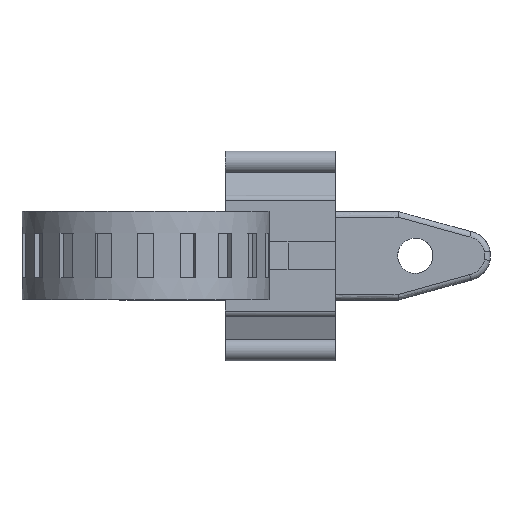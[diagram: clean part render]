
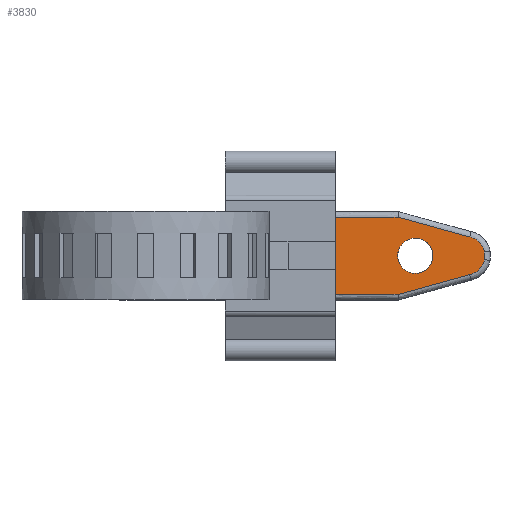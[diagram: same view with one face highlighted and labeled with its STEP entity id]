
A CAD part, top view. The second image highlights one B-rep face of the part: STEP entity #3830.
In plain terms, the highlighted free-form (B-spline) face has degree [1, 1] with [2, 2] control points.
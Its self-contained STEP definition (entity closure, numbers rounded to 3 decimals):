
#79=CARTESIAN_POINT('',(23.315,-1.141,-10.0));
#80=VERTEX_POINT('',#79);
#86=CARTESIAN_POINT('',(24.436,-1.6,-10.0));
#87=VERTEX_POINT('',#86);
#88=CARTESIAN_POINT('',(24.436,-1.6,-10.0));
#89=CARTESIAN_POINT('',(24.255,-1.6,-10.));
#90=CARTESIAN_POINT('',(24.002,-1.557,-10.));
#91=CARTESIAN_POINT('',(23.621,-1.392,-10.));
#92=CARTESIAN_POINT('',(23.43,-1.255,-10.));
#93=CARTESIAN_POINT('',(23.315,-1.141,-10.0));
#94=B_SPLINE_CURVE_WITH_KNOTS('',3,(#88,#89,#90,#91,#92,#93),.UNSPECIFIED.,.F.,.U.,(4,1,1,4),(0.,0.544,0.757,1.243),.UNSPECIFIED.);
#95=EDGE_CURVE('',#87,#80,#94,.T.);
#97=CARTESIAN_POINT('',(26.036,0.0,-10.0));
#98=VERTEX_POINT('',#97);
#99=CARTESIAN_POINT('',(26.036,0.0,-10.0));
#100=CARTESIAN_POINT('',(26.036,-0.144,-10.0));
#101=CARTESIAN_POINT('',(26.002,-0.393,-10.));
#102=CARTESIAN_POINT('',(25.867,-0.742,-10.));
#103=CARTESIAN_POINT('',(25.69,-1.012,-10.));
#104=CARTESIAN_POINT('',(25.434,-1.267,-10.));
#105=CARTESIAN_POINT('',(25.149,-1.448,-10.));
#106=CARTESIAN_POINT('',(24.796,-1.572,-10.0));
#107=CARTESIAN_POINT('',(24.567,-1.6,-10.0));
#108=CARTESIAN_POINT('',(24.436,-1.6,-10.0));
#109=B_SPLINE_CURVE_WITH_KNOTS('',3,(#99,#100,#101,#102,#103,#104,#105,#106,#107,#108),.UNSPECIFIED.,.F.,.U.,(4,1,1,1,1,1,1,4),(0.,0.432,0.746,1.119,1.394,1.826,2.121,2.513),.UNSPECIFIED.);
#110=EDGE_CURVE('',#98,#87,#109,.T.);
#112=CARTESIAN_POINT('',(24.436,1.6,-10.0));
#113=VERTEX_POINT('',#112);
#114=CARTESIAN_POINT('',(24.436,1.6,-10.0));
#115=CARTESIAN_POINT('',(24.639,1.6,-10.));
#116=CARTESIAN_POINT('',(24.986,1.533,-10.));
#117=CARTESIAN_POINT('',(25.376,1.312,-10.));
#118=CARTESIAN_POINT('',(25.633,1.076,-10.));
#119=CARTESIAN_POINT('',(25.849,0.786,-10.));
#120=CARTESIAN_POINT('',(26.001,0.419,-10.));
#121=CARTESIAN_POINT('',(26.036,0.131,-10.));
#122=CARTESIAN_POINT('',(26.036,0.0,-10.0));
#123=B_SPLINE_CURVE_WITH_KNOTS('',3,(#114,#115,#116,#117,#118,#119,#120,#121,#122),.UNSPECIFIED.,.F.,.U.,(4,1,1,1,1,1,4),(0.,0.609,1.041,1.335,1.649,2.121,2.513),.UNSPECIFIED.);
#124=EDGE_CURVE('',#113,#98,#123,.T.);
#126=CARTESIAN_POINT('',(23.295,1.121,-10.0));
#127=VERTEX_POINT('',#126);
#128=CARTESIAN_POINT('',(23.295,1.121,-10.0));
#129=CARTESIAN_POINT('',(23.411,1.24,-10.));
#130=CARTESIAN_POINT('',(23.642,1.411,-10.));
#131=CARTESIAN_POINT('',(24.039,1.566,-10.));
#132=CARTESIAN_POINT('',(24.297,1.6,-10.));
#133=CARTESIAN_POINT('',(24.436,1.6,-10.0));
#134=B_SPLINE_CURVE_WITH_KNOTS('',3,(#128,#129,#130,#131,#132,#133),.UNSPECIFIED.,.F.,.U.,(4,1,1,4),(0.,0.496,0.854,1.271),.UNSPECIFIED.);
#135=EDGE_CURVE('',#127,#113,#134,.T.);
#221=CARTESIAN_POINT('',(22.836,0.0,-10.0));
#222=VERTEX_POINT('',#221);
#223=CARTESIAN_POINT('',(22.836,0.0,-10.0));
#224=CARTESIAN_POINT('',(22.836,0.136,-10.0));
#225=CARTESIAN_POINT('',(22.868,0.388,-10.));
#226=CARTESIAN_POINT('',(23.017,0.778,-10.));
#227=CARTESIAN_POINT('',(23.181,1.006,-10.));
#228=CARTESIAN_POINT('',(23.295,1.121,-10.0));
#229=B_SPLINE_CURVE_WITH_KNOTS('',3,(#223,#224,#225,#226,#227,#228),.UNSPECIFIED.,.F.,.U.,(4,1,1,4),(0.,0.408,0.757,1.243),.UNSPECIFIED.);
#230=EDGE_CURVE('',#222,#127,#229,.T.);
#232=CARTESIAN_POINT('',(23.315,-1.141,-10.0));
#233=CARTESIAN_POINT('',(23.192,-1.021,-10.));
#234=CARTESIAN_POINT('',(23.049,-0.826,-10.));
#235=CARTESIAN_POINT('',(22.88,-0.437,-10.));
#236=CARTESIAN_POINT('',(22.836,-0.185,-10.));
#237=CARTESIAN_POINT('',(22.836,0.0,-10.0));
#238=B_SPLINE_CURVE_WITH_KNOTS('',3,(#232,#233,#234,#235,#236,#237),.UNSPECIFIED.,.F.,.U.,(4,1,1,4),(0.,0.516,0.715,1.271),.UNSPECIFIED.);
#239=EDGE_CURVE('',#80,#222,#238,.T.);
#962=CARTESIAN_POINT('',(29.365,-1.709,-10.));
#963=VERTEX_POINT('',#962);
#975=CARTESIAN_POINT('',(22.868,-3.5,-10.));
#976=VERTEX_POINT('',#975);
#977=CARTESIAN_POINT('',(22.868,-3.5,-10.));
#978=CARTESIAN_POINT('',(29.365,-1.709,-10.));
#979=QUASI_UNIFORM_CURVE('',1,(#977,#978),.UNSPECIFIED.,.F.,.U.);
#980=EDGE_CURVE('',#976,#963,#979,.T.);
#1022=CARTESIAN_POINT('',(30.7,-0.353,-10.));
#1023=VERTEX_POINT('',#1022);
#1035=CARTESIAN_POINT('',(29.365,-1.709,-10.));
#1036=CARTESIAN_POINT('',(29.498,-1.679,-10.));
#1037=CARTESIAN_POINT('',(29.767,-1.585,-10.));
#1038=CARTESIAN_POINT('',(30.094,-1.372,-10.));
#1039=CARTESIAN_POINT('',(30.375,-1.087,-10.));
#1040=CARTESIAN_POINT('',(30.583,-0.757,-10.));
#1041=CARTESIAN_POINT('',(30.673,-0.487,-10.));
#1042=CARTESIAN_POINT('',(30.7,-0.353,-10.));
#1043=B_SPLINE_CURVE_WITH_KNOTS('',3,(#1035,#1036,#1037,#1038,#1039,#1040,#1041,#1042),.UNSPECIFIED.,.F.,.U.,(4,1,1,1,1,4),(0.,0.409,0.849,1.163,1.603,2.012),.UNSPECIFIED.);
#1044=EDGE_CURVE('',#963,#1023,#1043,.T.);
#1075=CARTESIAN_POINT('',(29.365,1.709,-10.));
#1076=VERTEX_POINT('',#1075);
#1096=CARTESIAN_POINT('',(22.868,3.5,-10.));
#1097=VERTEX_POINT('',#1096);
#1109=CARTESIAN_POINT('',(29.365,1.709,-10.));
#1110=CARTESIAN_POINT('',(22.868,3.5,-10.));
#1111=QUASI_UNIFORM_CURVE('',1,(#1109,#1110),.UNSPECIFIED.,.F.,.U.);
#1112=EDGE_CURVE('',#1076,#1097,#1111,.T.);
#1133=CARTESIAN_POINT('',(30.7,0.353,-10.));
#1134=VERTEX_POINT('',#1133);
#1146=CARTESIAN_POINT('',(30.7,-0.353,-10.));
#1147=CARTESIAN_POINT('',(30.7,0.353,-10.));
#1148=QUASI_UNIFORM_CURVE('',1,(#1146,#1147),.UNSPECIFIED.,.F.,.U.);
#1149=EDGE_CURVE('',#1023,#1134,#1148,.T.);
#1178=CARTESIAN_POINT('',(30.7,0.353,-10.));
#1179=CARTESIAN_POINT('',(30.664,0.528,-10.));
#1180=CARTESIAN_POINT('',(30.55,0.836,-10.));
#1181=CARTESIAN_POINT('',(30.268,1.218,-10.));
#1182=CARTESIAN_POINT('',(29.884,1.532,-10.));
#1183=CARTESIAN_POINT('',(29.559,1.666,-10.));
#1184=CARTESIAN_POINT('',(29.365,1.709,-10.));
#1185=B_SPLINE_CURVE_WITH_KNOTS('',3,(#1178,#1179,#1180,#1181,#1182,#1183,#1184),.UNSPECIFIED.,.F.,.U.,(4,1,1,1,4),(0.,0.534,0.974,1.414,2.012),.UNSPECIFIED.);
#1186=EDGE_CURVE('',#1134,#1076,#1185,.T.);
#3717=CARTESIAN_POINT('',(17.2,-3.5,-10.));
#3718=VERTEX_POINT('',#3717);
#3744=CARTESIAN_POINT('',(17.2,-3.5,-10.));
#3745=CARTESIAN_POINT('',(22.868,-3.5,-10.));
#3746=QUASI_UNIFORM_CURVE('',1,(#3744,#3745),.UNSPECIFIED.,.F.,.U.);
#3747=EDGE_CURVE('',#3718,#976,#3746,.T.);
#3766=CARTESIAN_POINT('',(17.2,3.5,-10.));
#3767=VERTEX_POINT('',#3766);
#3775=CARTESIAN_POINT('',(22.868,3.5,-10.));
#3776=CARTESIAN_POINT('',(17.2,3.5,-10.));
#3777=QUASI_UNIFORM_CURVE('',1,(#3775,#3776),.UNSPECIFIED.,.F.,.U.);
#3778=EDGE_CURVE('',#1097,#3767,#3777,.T.);
#3803=CARTESIAN_POINT('',(31.374,-3.85,-10.));
#3804=CARTESIAN_POINT('',(16.526,-3.85,-10.));
#3805=CARTESIAN_POINT('',(31.374,3.85,-10.));
#3806=CARTESIAN_POINT('',(16.526,3.85,-10.));
#3807=B_SPLINE_SURFACE_WITH_KNOTS('',1,1,((#3803,#3805),(#3804,#3806)),.UNSPECIFIED.,.F.,.F.,.U.,(2,2),(2,2),(0.0,14.849),(0.0,7.699),.UNSPECIFIED.);
#3808=ORIENTED_EDGE('',*,*,#3778,.T.);
#3809=CARTESIAN_POINT('',(17.2,3.5,-10.));
#3810=CARTESIAN_POINT('',(17.2,-3.5,-10.));
#3811=QUASI_UNIFORM_CURVE('',1,(#3809,#3810),.UNSPECIFIED.,.F.,.U.);
#3812=EDGE_CURVE('',#3767,#3718,#3811,.T.);
#3813=ORIENTED_EDGE('',*,*,#3812,.T.);
#3814=ORIENTED_EDGE('',*,*,#3747,.T.);
#3815=ORIENTED_EDGE('',*,*,#980,.T.);
#3816=ORIENTED_EDGE('',*,*,#1044,.T.);
#3817=ORIENTED_EDGE('',*,*,#1149,.T.);
#3818=ORIENTED_EDGE('',*,*,#1186,.T.);
#3819=ORIENTED_EDGE('',*,*,#1112,.T.);
#3820=EDGE_LOOP('',(#3808,#3813,#3814,#3815,#3816,#3817,#3818,#3819));
#3821=FACE_OUTER_BOUND('',#3820,.T.);
#3822=ORIENTED_EDGE('',*,*,#124,.T.);
#3823=ORIENTED_EDGE('',*,*,#110,.T.);
#3824=ORIENTED_EDGE('',*,*,#95,.T.);
#3825=ORIENTED_EDGE('',*,*,#239,.T.);
#3826=ORIENTED_EDGE('',*,*,#230,.T.);
#3827=ORIENTED_EDGE('',*,*,#135,.T.);
#3828=EDGE_LOOP('',(#3822,#3823,#3824,#3825,#3826,#3827));
#3829=FACE_BOUND('',#3828,.T.);
#3830=ADVANCED_FACE('',(#3821,#3829),#3807,.F.);
